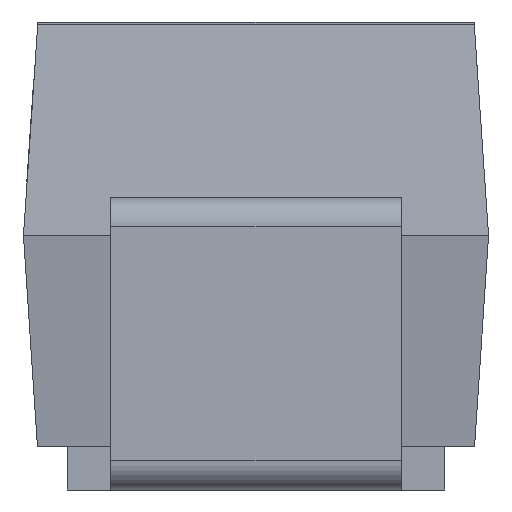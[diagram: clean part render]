
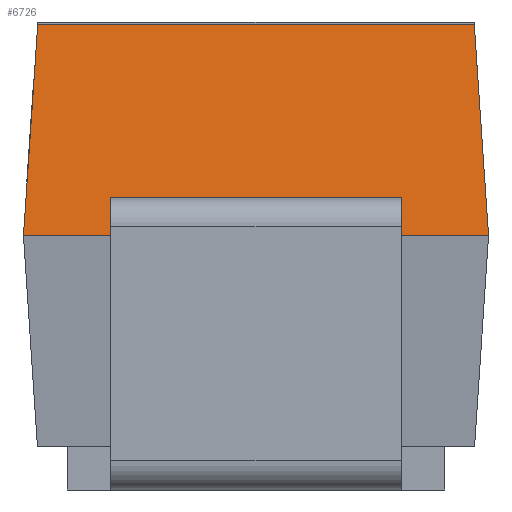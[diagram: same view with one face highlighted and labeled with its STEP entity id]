
A CAD part, left-side view. The second image highlights one B-rep face of the part: STEP entity #6726.
In plain terms, the highlighted planar face has unit normal (-0.992, 0, 0.127).
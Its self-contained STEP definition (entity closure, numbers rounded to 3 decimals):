
#193 = VERTEX_POINT ( 'NONE', #8478 ) ;
#214 = CARTESIAN_POINT ( 'NONE',  ( -1.45, 0.8, 0.725 ) ) ;
#329 = VERTEX_POINT ( 'NONE', #10620 ) ;
#395 = LINE ( 'NONE', #3339, #2825 ) ;
#468 = DIRECTION ( 'NONE',  ( 0., -1., 0. ) ) ;
#516 = EDGE_CURVE ( 'NONE', #12606, #8194, #2876, .T. ) ;
#730 = ORIENTED_EDGE ( 'NONE', *, *, #12831, .T. ) ;
#1058 = EDGE_LOOP ( 'NONE', ( #11694, #730, #2866, #5367, #11220, #8446, #6280, #11686 ) ) ;
#1957 = EDGE_CURVE ( 'NONE', #8194, #5000, #12484, .T. ) ;
#2386 = LINE ( 'NONE', #7133, #3999 ) ;
#2508 = EDGE_CURVE ( 'NONE', #4872, #193, #7130, .T. ) ;
#2696 = DIRECTION ( 'NONE',  ( -0.127, 0.067, -0.99 ) ) ;
#2825 = VECTOR ( 'NONE', #468, 1000. ) ;
#2866 = ORIENTED_EDGE ( 'NONE', *, *, #2508, .F. ) ;
#2876 = LINE ( 'NONE', #5284, #4381 ) ;
#3339 = CARTESIAN_POINT ( 'NONE',  ( -1.45, 10.65, 0.725 ) ) ;
#3646 = DIRECTION ( 'NONE',  ( 0., 1., 0. ) ) ;
#3940 = CARTESIAN_POINT ( 'NONE',  ( -1.357, 0.751, 1.45 ) ) ;
#3999 = VECTOR ( 'NONE', #6363, 1000. ) ;
#4381 = VECTOR ( 'NONE', #8284, 1000. ) ;
#4504 = DIRECTION ( 'NONE',  ( -0.127, 0., -0.992 ) ) ;
#4629 = VECTOR ( 'NONE', #2696, 1000. ) ;
#4872 = VERTEX_POINT ( 'NONE', #5063 ) ;
#4967 = CARTESIAN_POINT ( 'NONE',  ( -1.433, 0.5, 0.855 ) ) ;
#4993 = LINE ( 'NONE', #10086, #8722 ) ;
#5000 = VERTEX_POINT ( 'NONE', #4967 ) ;
#5063 = CARTESIAN_POINT ( 'NONE',  ( -1.357, -0.751, 1.45 ) ) ;
#5208 = AXIS2_PLACEMENT_3D ( 'NONE', #12426, #9464, #4504 ) ;
#5244 = DIRECTION ( 'NONE',  ( -0.127, -0.067, -0.99 ) ) ;
#5284 = CARTESIAN_POINT ( 'NONE',  ( -1.433, -0.5, 0.855 ) ) ;
#5366 = CARTESIAN_POINT ( 'NONE',  ( -1.42, -0.784, 0.957 ) ) ;
#5367 = ORIENTED_EDGE ( 'NONE', *, *, #8070, .F. ) ;
#5635 = VECTOR ( 'NONE', #8531, 1000. ) ;
#5709 = CARTESIAN_POINT ( 'NONE',  ( -1.45, 10.65, 0.725 ) ) ;
#6190 = CARTESIAN_POINT ( 'NONE',  ( -1.45, -0.5, 0.725 ) ) ;
#6280 = ORIENTED_EDGE ( 'NONE', *, *, #11822, .T. ) ;
#6281 = VERTEX_POINT ( 'NONE', #3940 ) ;
#6363 = DIRECTION ( 'NONE',  ( 0., -1., 0. ) ) ;
#6707 = LINE ( 'NONE', #5709, #5635 ) ;
#6726 = ADVANCED_FACE ( 'NONE', ( #9208 ), #12295, .F. ) ;
#7031 = VECTOR ( 'NONE', #5244, 1000. ) ;
#7130 = LINE ( 'NONE', #5366, #7031 ) ;
#7131 = EDGE_CURVE ( 'NONE', #11825, #329, #6707, .T. ) ;
#7133 = CARTESIAN_POINT ( 'NONE',  ( -1.357, 10.65, 1.45 ) ) ;
#7371 = CARTESIAN_POINT ( 'NONE',  ( -1.433, -0.5, 0.855 ) ) ;
#7578 = CARTESIAN_POINT ( 'NONE',  ( -1.602, 0.88, -0.456 ) ) ;
#7982 = EDGE_CURVE ( 'NONE', #6281, #11825, #10459, .T. ) ;
#8070 = EDGE_CURVE ( 'NONE', #6281, #4872, #2386, .T. ) ;
#8194 = VERTEX_POINT ( 'NONE', #7371 ) ;
#8284 = DIRECTION ( 'NONE',  ( 0.127, 0., 0.992 ) ) ;
#8446 = ORIENTED_EDGE ( 'NONE', *, *, #7131, .T. ) ;
#8478 = CARTESIAN_POINT ( 'NONE',  ( -1.45, -0.8, 0.725 ) ) ;
#8528 = CARTESIAN_POINT ( 'NONE',  ( -1.433, -0.5, 0.855 ) ) ;
#8531 = DIRECTION ( 'NONE',  ( 0., -1., 0. ) ) ;
#8628 = VECTOR ( 'NONE', #3646, 1000. ) ;
#8722 = VECTOR ( 'NONE', #10929, 1000. ) ;
#9208 = FACE_OUTER_BOUND ( 'NONE', #1058, .T. ) ;
#9464 = DIRECTION ( 'NONE',  ( 0.992, 0., -0.127 ) ) ;
#10086 = CARTESIAN_POINT ( 'NONE',  ( -1.433, 0.5, 0.855 ) ) ;
#10459 = LINE ( 'NONE', #7578, #4629 ) ;
#10620 = CARTESIAN_POINT ( 'NONE',  ( -1.45, 0.5, 0.725 ) ) ;
#10929 = DIRECTION ( 'NONE',  ( 0.127, 0., 0.992 ) ) ;
#11220 = ORIENTED_EDGE ( 'NONE', *, *, #7982, .T. ) ;
#11686 = ORIENTED_EDGE ( 'NONE', *, *, #1957, .F. ) ;
#11694 = ORIENTED_EDGE ( 'NONE', *, *, #516, .F. ) ;
#11822 = EDGE_CURVE ( 'NONE', #329, #5000, #4993, .T. ) ;
#11825 = VERTEX_POINT ( 'NONE', #214 ) ;
#12295 = PLANE ( 'NONE',  #5208 ) ;
#12426 = CARTESIAN_POINT ( 'NONE',  ( -1.518, 10.65, 0.195 ) ) ;
#12484 = LINE ( 'NONE', #8528, #8628 ) ;
#12606 = VERTEX_POINT ( 'NONE', #6190 ) ;
#12831 = EDGE_CURVE ( 'NONE', #12606, #193, #395, .T. ) ;
